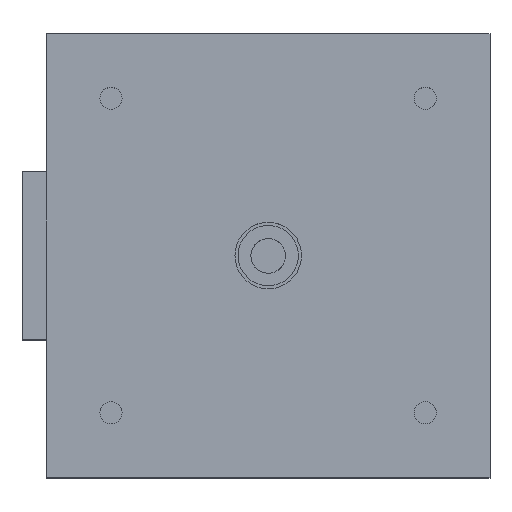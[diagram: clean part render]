
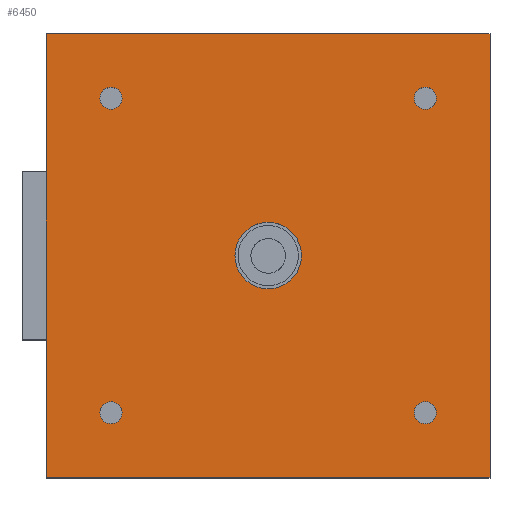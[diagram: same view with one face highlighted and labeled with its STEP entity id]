
A CAD part, top view. The second image highlights one B-rep face of the part: STEP entity #6450.
In plain terms, the highlighted planar face has unit normal (0, 0, 1).
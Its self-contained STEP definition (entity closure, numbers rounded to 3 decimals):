
#112=FACE_BOUND('',#1072,.T.);
#113=FACE_BOUND('',#1073,.T.);
#114=FACE_BOUND('',#1074,.T.);
#115=FACE_BOUND('',#1075,.T.);
#116=FACE_BOUND('',#1076,.T.);
#281=CIRCLE('',#6860,7.5);
#283=CIRCLE('',#6863,2.5);
#285=CIRCLE('',#6866,2.5);
#287=CIRCLE('',#6869,2.5);
#289=CIRCLE('',#6872,2.5);
#674=FACE_OUTER_BOUND('',#1071,.T.);
#1071=EDGE_LOOP('',(#4489,#4490,#4491,#4492));
#1072=EDGE_LOOP('',(#4493));
#1073=EDGE_LOOP('',(#4494));
#1074=EDGE_LOOP('',(#4495));
#1075=EDGE_LOOP('',(#4496));
#1076=EDGE_LOOP('',(#4497));
#1636=LINE('',#9474,#2268);
#1658=LINE('',#9517,#2290);
#1660=LINE('',#9520,#2292);
#1662=LINE('',#9525,#2294);
#2268=VECTOR('',#7561,10.);
#2290=VECTOR('',#7597,10.);
#2292=VECTOR('',#7601,10.);
#2294=VECTOR('',#7609,10.);
#2890=VERTEX_POINT('',#9435);
#2892=VERTEX_POINT('',#9441);
#2894=VERTEX_POINT('',#9447);
#2896=VERTEX_POINT('',#9453);
#2898=VERTEX_POINT('',#9459);
#2900=VERTEX_POINT('',#9471);
#2901=VERTEX_POINT('',#9473);
#2914=VERTEX_POINT('',#9514);
#2915=VERTEX_POINT('',#9516);
#3491=EDGE_CURVE('',#2890,#2890,#281,.T.);
#3494=EDGE_CURVE('',#2892,#2892,#283,.T.);
#3497=EDGE_CURVE('',#2894,#2894,#285,.T.);
#3500=EDGE_CURVE('',#2896,#2896,#287,.T.);
#3503=EDGE_CURVE('',#2898,#2898,#289,.T.);
#3511=EDGE_CURVE('',#2901,#2900,#1636,.T.);
#3533=EDGE_CURVE('',#2915,#2914,#1658,.T.);
#3535=EDGE_CURVE('',#2914,#2901,#1660,.T.);
#3537=EDGE_CURVE('',#2900,#2915,#1662,.T.);
#4489=ORIENTED_EDGE('',*,*,#3537,.T.);
#4490=ORIENTED_EDGE('',*,*,#3533,.T.);
#4491=ORIENTED_EDGE('',*,*,#3535,.T.);
#4492=ORIENTED_EDGE('',*,*,#3511,.T.);
#4493=ORIENTED_EDGE('',*,*,#3491,.T.);
#4494=ORIENTED_EDGE('',*,*,#3494,.T.);
#4495=ORIENTED_EDGE('',*,*,#3497,.T.);
#4496=ORIENTED_EDGE('',*,*,#3500,.T.);
#4497=ORIENTED_EDGE('',*,*,#3503,.T.);
#6182=PLANE('',#6888);
#6450=ADVANCED_FACE('',(#674,#112,#113,#114,#115,#116),#6182,.T.);
#6860=AXIS2_PLACEMENT_3D('',#9436,#7517,#7518);
#6863=AXIS2_PLACEMENT_3D('',#9442,#7524,#7525);
#6866=AXIS2_PLACEMENT_3D('',#9448,#7531,#7532);
#6869=AXIS2_PLACEMENT_3D('',#9454,#7538,#7539);
#6872=AXIS2_PLACEMENT_3D('',#9460,#7545,#7546);
#6888=AXIS2_PLACEMENT_3D('',#9526,#7610,#7611);
#7517=DIRECTION('center_axis',(0.,0.,-1.));
#7518=DIRECTION('ref_axis',(-1.,0.,0.));
#7524=DIRECTION('center_axis',(0.,0.,-1.));
#7525=DIRECTION('ref_axis',(-1.,0.,0.));
#7531=DIRECTION('center_axis',(0.,0.,-1.));
#7532=DIRECTION('ref_axis',(-1.,0.,0.));
#7538=DIRECTION('center_axis',(0.,0.,-1.));
#7539=DIRECTION('ref_axis',(-1.,0.,0.));
#7545=DIRECTION('center_axis',(0.,0.,-1.));
#7546=DIRECTION('ref_axis',(-1.,0.,0.));
#7561=DIRECTION('',(0.,-1.,0.));
#7597=DIRECTION('',(0.,1.,0.));
#7601=DIRECTION('',(-1.,0.,0.));
#7609=DIRECTION('',(1.,0.,0.));
#7610=DIRECTION('center_axis',(0.,0.,1.));
#7611=DIRECTION('ref_axis',(-1.,0.,0.));
#9435=CARTESIAN_POINT('',(7.5,0.,117.));
#9436=CARTESIAN_POINT('Origin',(0.,0.,117.));
#9441=CARTESIAN_POINT('',(37.929,35.429,117.));
#9442=CARTESIAN_POINT('Origin',(35.429,35.429,117.));
#9447=CARTESIAN_POINT('',(37.929,-35.429,117.));
#9448=CARTESIAN_POINT('Origin',(35.429,-35.429,117.));
#9453=CARTESIAN_POINT('',(-32.929,35.429,117.));
#9454=CARTESIAN_POINT('Origin',(-35.429,35.429,117.));
#9459=CARTESIAN_POINT('',(-32.929,-35.429,117.));
#9460=CARTESIAN_POINT('Origin',(-35.429,-35.429,117.));
#9471=CARTESIAN_POINT('',(-50.,-50.,117.));
#9473=CARTESIAN_POINT('',(-50.,50.,117.));
#9474=CARTESIAN_POINT('',(-50.,50.,117.));
#9514=CARTESIAN_POINT('',(50.,50.,117.));
#9516=CARTESIAN_POINT('',(50.,-50.,117.));
#9517=CARTESIAN_POINT('',(50.,-50.,117.));
#9520=CARTESIAN_POINT('',(50.,50.,117.));
#9525=CARTESIAN_POINT('',(-50.,-50.,117.));
#9526=CARTESIAN_POINT('Origin',(0.,0.,117.));
